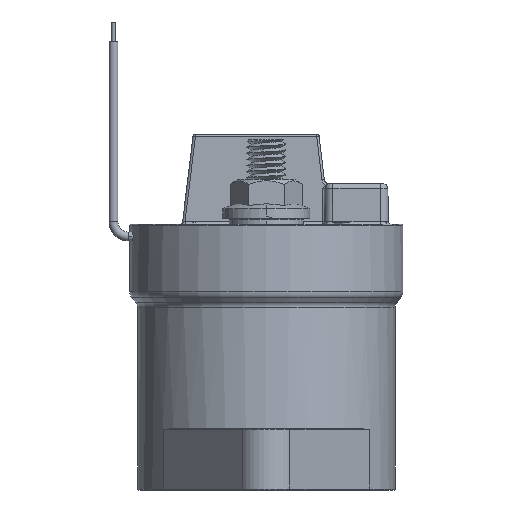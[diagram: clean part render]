
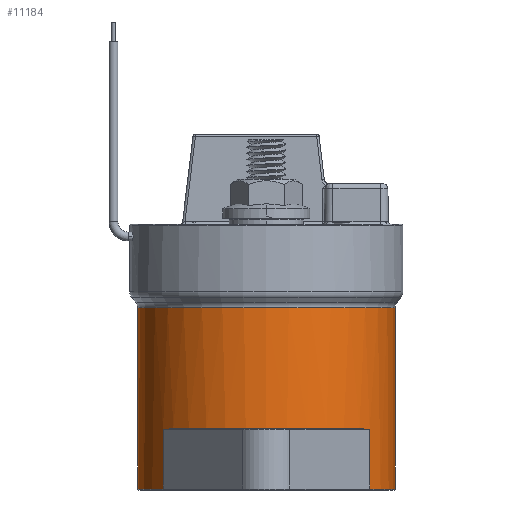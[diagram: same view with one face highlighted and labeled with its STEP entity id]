
A CAD part, front view. The second image highlights one B-rep face of the part: STEP entity #11184.
In plain terms, the highlighted cylindrical face has radius 26.4 mm (diameter 52.8 mm), a partial arc.
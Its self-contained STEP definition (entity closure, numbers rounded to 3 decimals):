
#3685=CARTESIAN_POINT('',(0.,0.,-58.631));
#3686=DIRECTION('',(0.,0.,-1.));
#3687=DIRECTION('',(1.,0.,0.));
#3688=AXIS2_PLACEMENT_3D('',#3685,#3686,#3687);
#3695=DIRECTION('',(0.,0.,-1.));
#3696=VECTOR('',#3695,37.169);
#3697=CARTESIAN_POINT('',(26.4,0.,-58.631));
#3698=LINE('',#3697,#3696);
#3699=DIRECTION('',(0.,0.,1.));
#3700=VECTOR('',#3699,12.2);
#3701=CARTESIAN_POINT('',(21.189,-15.747,-95.8));
#3702=LINE('',#3701,#3700);
#3703=DIRECTION('',(0.,0.,-1.));
#3704=VECTOR('',#3703,12.2);
#3705=CARTESIAN_POINT('',(-21.189,-15.747,-83.6));
#3706=LINE('',#3705,#3704);
#3707=DIRECTION('',(0.,0.,-1.));
#3708=VECTOR('',#3707,37.169);
#3709=CARTESIAN_POINT('',(-26.4,0.,-58.631));
#3710=LINE('',#3709,#3708);
#3734=CARTESIAN_POINT('',(0.,0.,-95.8));
#3735=DIRECTION('',(0.,0.,1.));
#3736=DIRECTION('',(-1.,0.,0.));
#3737=AXIS2_PLACEMENT_3D('',#3734,#3735,#3736);
#3762=CARTESIAN_POINT('',(0.,0.,-95.8));
#3763=DIRECTION('',(0.,0.,1.));
#3764=DIRECTION('',(0.803,-0.596,0.));
#3765=AXIS2_PLACEMENT_3D('',#3762,#3763,#3764);
#3934=CARTESIAN_POINT('',(0.,0.,-83.4));
#3935=DIRECTION('',(0.,0.,1.));
#3936=DIRECTION('',(-0.723,-0.691,0.));
#3937=AXIS2_PLACEMENT_3D('',#3934,#3935,#3936);
#3981=CARTESIAN_POINT('',(-21.189,-15.747,-83.6));
#3982=CARTESIAN_POINT('',(-20.952,-16.066,
-83.565));
#3983=CARTESIAN_POINT('',(-20.478,-16.674,
-83.499));
#3984=CARTESIAN_POINT('',(-19.775,-17.5,
-83.423));
#3985=CARTESIAN_POINT('',(-19.318,-17.996,-83.4));
#3986=CARTESIAN_POINT('',(-19.094,-18.231,-83.4));
#4012=CARTESIAN_POINT('',(19.094,-18.231,-83.4));
#4013=CARTESIAN_POINT('',(19.318,-17.997,-83.4));
#4014=CARTESIAN_POINT('',(19.774,-17.501,
-83.423));
#4015=CARTESIAN_POINT('',(20.478,-16.675,
-83.499));
#4016=CARTESIAN_POINT('',(20.952,-16.067,
-83.565));
#4017=CARTESIAN_POINT('',(21.189,-15.747,-83.6));
#7939=CARTESIAN_POINT('',(-26.4,0.,-58.631));
#7940=CARTESIAN_POINT('',(-26.4,0.,-95.8));
#7941=VERTEX_POINT('',#7939);
#7942=VERTEX_POINT('',#7940);
#7949=CARTESIAN_POINT('',(26.4,0.,-95.8));
#7950=VERTEX_POINT('',#7949);
#7951=CARTESIAN_POINT('',(26.4,0.,-58.631));
#7952=VERTEX_POINT('',#7951);
#7953=CARTESIAN_POINT('',(21.189,-15.747,-95.8));
#7954=VERTEX_POINT('',#7953);
#7955=CARTESIAN_POINT('',(21.189,-15.747,-83.6));
#7956=VERTEX_POINT('',#7955);
#7957=VERTEX_POINT('',#4012);
#7958=CARTESIAN_POINT('',(-19.094,-18.231,-83.4));
#7959=VERTEX_POINT('',#7958);
#7960=VERTEX_POINT('',#3981);
#7961=CARTESIAN_POINT('',(-21.189,-15.747,-95.8));
#7962=VERTEX_POINT('',#7961);
#11158=CARTESIAN_POINT('',(0.,0.,-40.228));
#11159=DIRECTION('',(0.,0.,-1.));
#11160=DIRECTION('',(1.,0.,0.));
#11161=AXIS2_PLACEMENT_3D('',#11158,#11159,#11160);
#11162=CYLINDRICAL_SURFACE('',#11161,26.4);
#11163=ORIENTED_EDGE('',*,*,#11152,.F.);
#11165=ORIENTED_EDGE('',*,*,#11164,.T.);
#11167=ORIENTED_EDGE('',*,*,#11166,.F.);
#11169=ORIENTED_EDGE('',*,*,#11168,.T.);
#11171=ORIENTED_EDGE('',*,*,#11170,.F.);
#11173=ORIENTED_EDGE('',*,*,#11172,.F.);
#11175=ORIENTED_EDGE('',*,*,#11174,.F.);
#11177=ORIENTED_EDGE('',*,*,#11176,.T.);
#11179=ORIENTED_EDGE('',*,*,#11178,.F.);
#11181=ORIENTED_EDGE('',*,*,#11180,.F.);
#11182=EDGE_LOOP('',(#11163,#11165,#11167,#11169,#11171,#11173,#11175,#11177,
#11179,#11181));
#11183=FACE_OUTER_BOUND('',#11182,.F.);
#3689=CIRCLE('',#3688,26.4);
#3738=CIRCLE('',#3737,26.4);
#3766=CIRCLE('',#3765,26.4);
#3938=CIRCLE('',#3937,26.4);
#3987=B_SPLINE_CURVE_WITH_KNOTS('',3,(#3981,#3982,#3983,#3984,#3985,#3986),
.UNSPECIFIED.,.F.,.F.,(4,1,1,4),(0.,0.333,0.667,1.),
.UNSPECIFIED.);
#4018=B_SPLINE_CURVE_WITH_KNOTS('',3,(#4012,#4013,#4014,#4015,#4016,#4017),
.UNSPECIFIED.,.F.,.F.,(4,1,1,4),(0.,0.333,0.667,1.),
.UNSPECIFIED.);
#11152=EDGE_CURVE('',#7952,#7941,#3689,.T.);
#11164=EDGE_CURVE('',#7952,#7950,#3698,.T.);
#11166=EDGE_CURVE('',#7954,#7950,#3766,.T.);
#11168=EDGE_CURVE('',#7954,#7956,#3702,.T.);
#11170=EDGE_CURVE('',#7957,#7956,#4018,.T.);
#11172=EDGE_CURVE('',#7959,#7957,#3938,.T.);
#11174=EDGE_CURVE('',#7960,#7959,#3987,.T.);
#11176=EDGE_CURVE('',#7960,#7962,#3706,.T.);
#11178=EDGE_CURVE('',#7942,#7962,#3738,.T.);
#11180=EDGE_CURVE('',#7941,#7942,#3710,.T.);
#11184=ADVANCED_FACE('',(#11183),#11162,.T.);
